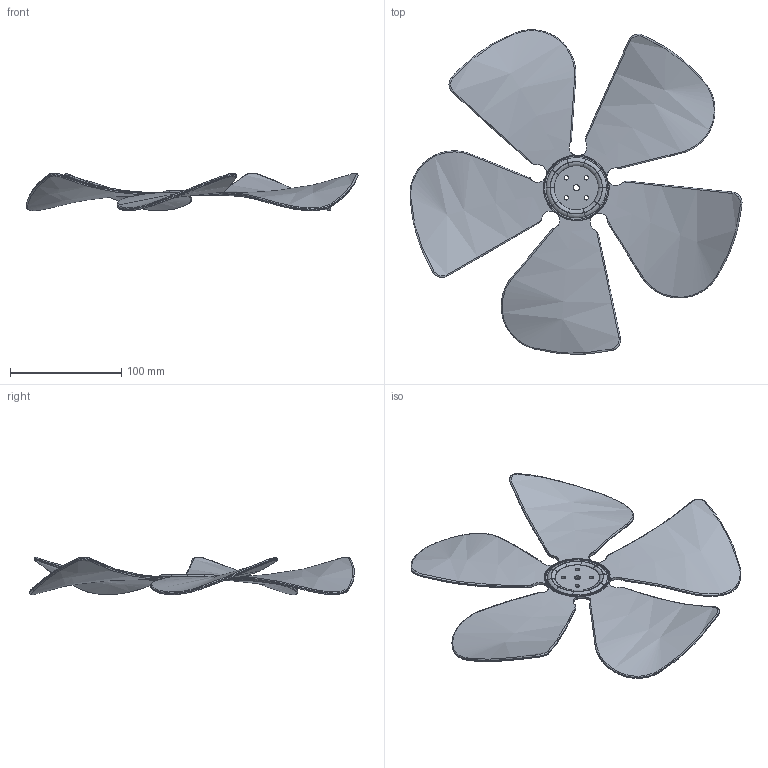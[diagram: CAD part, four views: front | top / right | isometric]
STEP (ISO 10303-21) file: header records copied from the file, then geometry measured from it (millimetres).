
FILE_DESCRIPTION((''),'2;1');
FILE_NAME('A300-22_ASM','2020-02-25T',('U333183'),('DANFOSS COMMERCIAL COMPRESSOR'),'CREO PARAMETRIC BY PTC INC, 2018070','CREO PARAMETRIC BY PTC INC, 2018070','');
FILE_SCHEMA(('CONFIG_CONTROL_DESIGN'));
Length unit declared in the file: millimetre
Products named in the file (6): A300-22_0; A300-22_1; A300-22_2; A300-22_3; A300-22_4; A300-22_ASM
Assembly tree (5 placements, depth 2):
  A300-22_ASM
    A300-22_0
    A300-22_1
    A300-22_2
    A300-22_3
    A300-22_4
Bounding box: 298.86 x 291.99 x 33.77 mm (x, y, z)
Volume: 160076.8 mm3; surface area: 130572.1 mm2
Topology: 5 solids, 5 shells, 235 faces, 725 edges, 505 vertices
Faces by surface type: cylinder 105, bspline 65, torus 40, plane 25
Entity records: 12688 total; most frequent: CARTESIAN_POINT 6646, ORIENTED_EDGE 1450, DIRECTION 977, EDGE_CURVE 725, VERTEX_POINT 505, AXIS2_PLACEMENT_3D 441, B_SPLINE_CURVE_WITH_KNOTS 370, EDGE_LOOP 290
